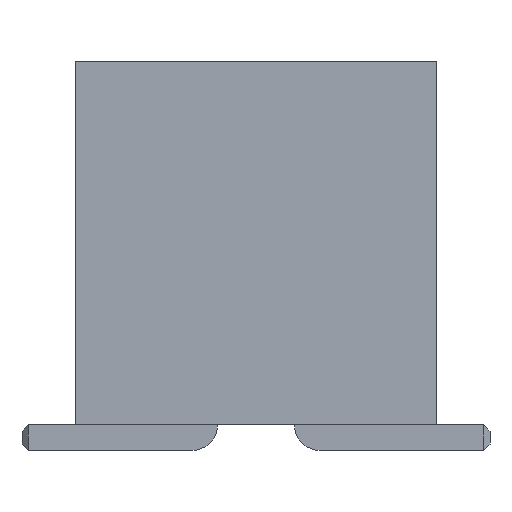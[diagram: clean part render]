
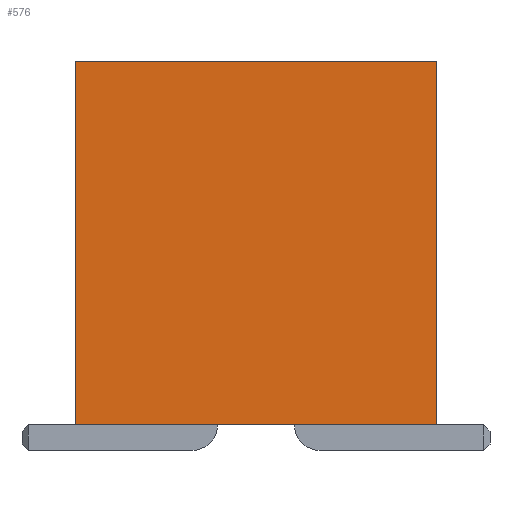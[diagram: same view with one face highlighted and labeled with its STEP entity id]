
A CAD part, front view. The second image highlights one B-rep face of the part: STEP entity #576.
In plain terms, the highlighted planar face has unit normal (0, -1, 0).
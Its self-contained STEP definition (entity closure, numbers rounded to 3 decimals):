
#24 = VERTEX_POINT('',#25);
#25 = CARTESIAN_POINT('',(-4.475,-10.16,9.64));
#31 = EDGE_CURVE('',#24,#32,#34,.T.);
#32 = VERTEX_POINT('',#33);
#33 = CARTESIAN_POINT('',(4.475,-10.16,9.64));
#34 = LINE('',#35,#36);
#35 = CARTESIAN_POINT('',(-4.475,-10.16,9.64));
#36 = VECTOR('',#37,1.);
#37 = DIRECTION('',(1.,0.,0.));
#165 = EDGE_CURVE('',#166,#24,#168,.T.);
#166 = VERTEX_POINT('',#167);
#167 = CARTESIAN_POINT('',(-4.475,-10.16,0.64));
#168 = LINE('',#169,#170);
#169 = CARTESIAN_POINT('',(-4.475,-10.16,0.64));
#170 = VECTOR('',#171,1.);
#171 = DIRECTION('',(0.,0.,1.));
#476 = EDGE_CURVE('',#477,#32,#479,.T.);
#477 = VERTEX_POINT('',#478);
#478 = CARTESIAN_POINT('',(4.475,-10.16,0.64));
#479 = LINE('',#480,#481);
#480 = CARTESIAN_POINT('',(4.475,-10.16,0.64));
#481 = VECTOR('',#482,1.);
#482 = DIRECTION('',(0.,0.,1.));
#576 = ADVANCED_FACE('',(#577),#588,.F.);
#577 = FACE_BOUND('',#578,.T.);
#578 = EDGE_LOOP('',(#579,#580,#586,#587));
#579 = ORIENTED_EDGE('',*,*,#165,.F.);
#580 = ORIENTED_EDGE('',*,*,#581,.T.);
#581 = EDGE_CURVE('',#166,#477,#582,.T.);
#582 = LINE('',#583,#584);
#583 = CARTESIAN_POINT('',(-4.475,-10.16,0.64));
#584 = VECTOR('',#585,1.);
#585 = DIRECTION('',(1.,0.,0.));
#586 = ORIENTED_EDGE('',*,*,#476,.T.);
#587 = ORIENTED_EDGE('',*,*,#31,.F.);
#588 = PLANE('',#589);
#589 = AXIS2_PLACEMENT_3D('',#590,#591,#592);
#590 = CARTESIAN_POINT('',(-4.475,-10.16,0.64));
#591 = DIRECTION('',(0.,1.,0.));
#592 = DIRECTION('',(1.,0.,0.));
